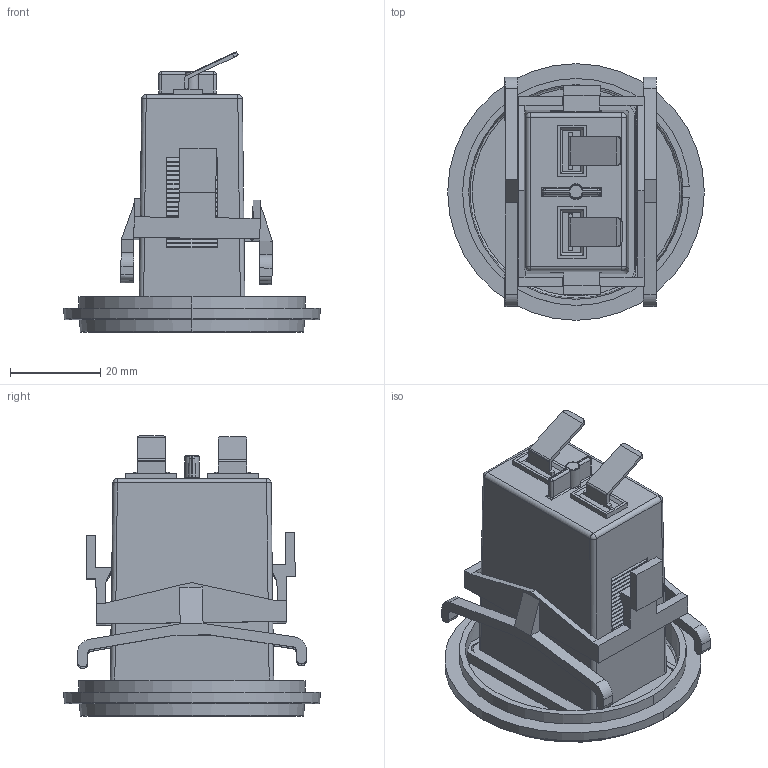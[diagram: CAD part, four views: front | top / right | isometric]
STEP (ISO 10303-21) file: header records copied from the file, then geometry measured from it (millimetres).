
FILE_DESCRIPTION (( 'STEP AP203' ), '1' );
FILE_NAME ('732-0003.step', '2021-09-29T10:24:44', ( '' ), ( '' ), 'SwSTEP 2.0', 'SolidWorks 2021', '' );
FILE_SCHEMA (( 'CONFIG_CONTROL_DESIGN' ));
Length unit declared in the file: millimetre
Products named in the file (1): 732-0003
Bounding box: 56.9 x 56.9 x 62.16 mm (x, y, z)
Volume: 18935 mm3; surface area: 25334.9 mm2
Topology: 1 solids, 2 shells, 847 faces, 2285 edges, 1482 vertices
Faces by surface type: plane 640, cylinder 147, bspline 19, cone 14, sphere 14, torus 13
Entity records: 27961 total; most frequent: CARTESIAN_POINT 6697, ORIENTED_EDGE 4562, DIRECTION 4121, EDGE_CURVE 2281, VECTOR 1869, LINE 1869, VERTEX_POINT 1482, AXIS2_PLACEMENT_3D 1126
